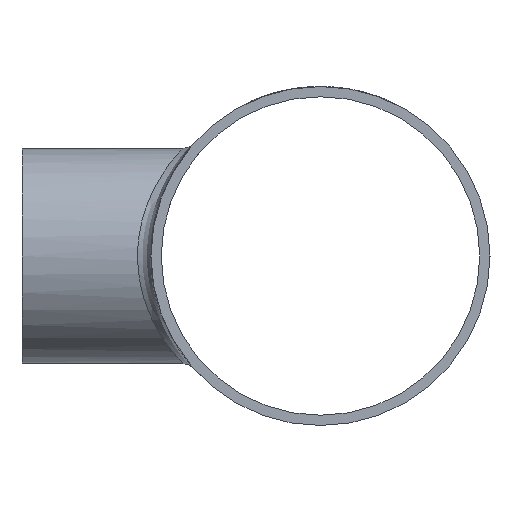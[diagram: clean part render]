
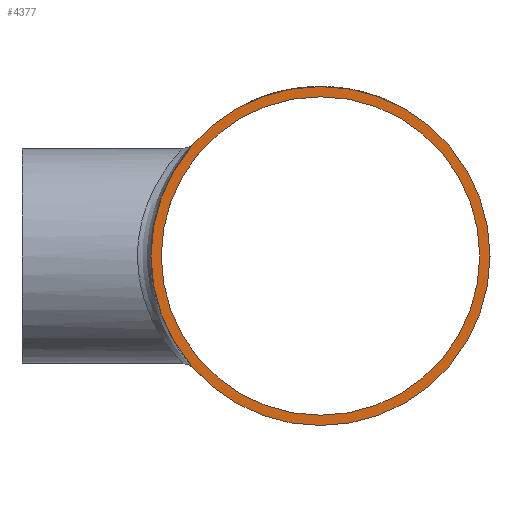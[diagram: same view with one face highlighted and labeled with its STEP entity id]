
A CAD part, left-side view. The second image highlights one B-rep face of the part: STEP entity #4377.
In plain terms, the highlighted planar face has unit normal (-1, 0, 0).
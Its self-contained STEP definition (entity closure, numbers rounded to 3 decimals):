
#569 = CIRCLE ( 'NONE', #14223, 38.05 ) ;
#1159 = EDGE_CURVE ( 'NONE', #3578, #3578, #569, .T. ) ;
#1424 = CARTESIAN_POINT ( 'NONE',  ( -76., 0., 38.05 ) ) ;
#1609 = CARTESIAN_POINT ( 'NONE',  ( -76., 0., 35.75 ) ) ;
#1931 = ORIENTED_EDGE ( 'NONE', *, *, #18871, .F. ) ;
#1971 = DIRECTION ( 'NONE',  ( -1., 0., 0. ) ) ;
#2326 = EDGE_LOOP ( 'NONE', ( #3349 ) ) ;
#3120 = VERTEX_POINT ( 'NONE', #1609 ) ;
#3349 = ORIENTED_EDGE ( 'NONE', *, *, #1159, .T. ) ;
#3578 = VERTEX_POINT ( 'NONE', #1424 ) ;
#4377 = ADVANCED_FACE ( 'NONE', ( #4392, #13556 ), #18791, .T. ) ;
#4392 = FACE_BOUND ( 'NONE', #16872, .T. ) ;
#4758 = CIRCLE ( 'NONE', #4843, 35.75 ) ;
#4819 = CARTESIAN_POINT ( 'NONE',  ( -76., 0., 0. ) ) ;
#4843 = AXIS2_PLACEMENT_3D ( 'NONE', #4819, #1971, #7916 ) ;
#7113 = DIRECTION ( 'NONE',  ( -1., 0., 0. ) ) ;
#7327 = DIRECTION ( 'NONE',  ( -1., 0., 0. ) ) ;
#7916 = DIRECTION ( 'NONE',  ( 0., 0., 1. ) ) ;
#8281 = CARTESIAN_POINT ( 'NONE',  ( -76., 0., 0. ) ) ;
#10059 = DIRECTION ( 'NONE',  ( 0., 0., 1. ) ) ;
#10600 = DIRECTION ( 'NONE',  ( 0., 0., 1. ) ) ;
#13556 = FACE_OUTER_BOUND ( 'NONE', #2326, .T. ) ;
#14223 = AXIS2_PLACEMENT_3D ( 'NONE', #8281, #7327, #10600 ) ;
#15915 = CARTESIAN_POINT ( 'NONE',  ( -76., 0., 0. ) ) ;
#16562 = AXIS2_PLACEMENT_3D ( 'NONE', #15915, #7113, #10059 ) ;
#16872 = EDGE_LOOP ( 'NONE', ( #1931 ) ) ;
#18791 = PLANE ( 'NONE',  #16562 ) ;
#18871 = EDGE_CURVE ( 'NONE', #3120, #3120, #4758, .T. ) ;
